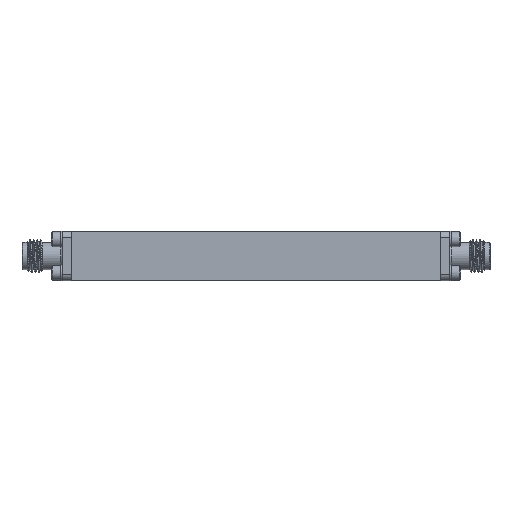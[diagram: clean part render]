
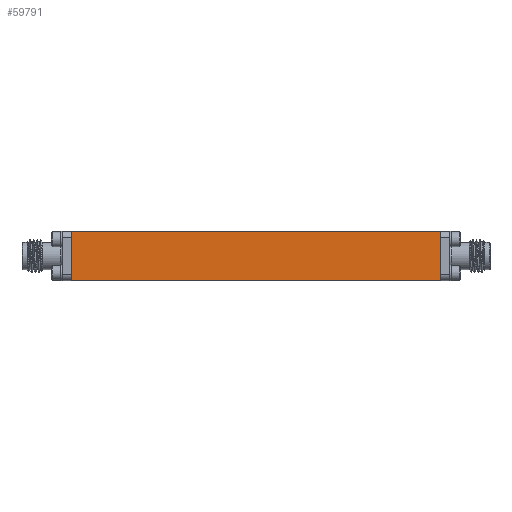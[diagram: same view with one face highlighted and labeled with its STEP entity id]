
A CAD part, left-side view. The second image highlights one B-rep face of the part: STEP entity #59791.
In plain terms, the highlighted planar face has unit normal (-1, 0, 0).
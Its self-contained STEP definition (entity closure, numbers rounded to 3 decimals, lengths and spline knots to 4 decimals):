
#4207 = CARTESIAN_POINT ( 'NONE',  ( -1., 1.425, 0.19 ) ) ;
#4923 = LINE ( 'NONE', #42045, #39466 ) ;
#7481 = AXIS2_PLACEMENT_3D ( 'NONE', #53995, #29395, #53364 ) ;
#9409 = CARTESIAN_POINT ( 'NONE',  ( -1., 1.425, 0.19 ) ) ;
#9533 = DIRECTION ( 'NONE',  ( 0., 0., -1. ) ) ;
#12629 = VERTEX_POINT ( 'NONE', #30308 ) ;
#13714 = FACE_OUTER_BOUND ( 'NONE', #48333, .T. ) ;
#14220 = ORIENTED_EDGE ( 'NONE', *, *, #30180, .F. ) ;
#14740 = ORIENTED_EDGE ( 'NONE', *, *, #35556, .T. ) ;
#24745 = DIRECTION ( 'NONE',  ( 0., -1., 0. ) ) ;
#29319 = VECTOR ( 'NONE', #9533, 39.3701 ) ;
#29395 = DIRECTION ( 'NONE',  ( 1., 0., 0. ) ) ;
#30180 = EDGE_CURVE ( 'NONE', #36391, #12629, #44251, .T. ) ;
#30308 = CARTESIAN_POINT ( 'NONE',  ( -1., -1.425, 0.19 ) ) ;
#33833 = ORIENTED_EDGE ( 'NONE', *, *, #40606, .T. ) ;
#34038 = VECTOR ( 'NONE', #24745, 39.3701 ) ;
#34113 = LINE ( 'NONE', #49960, #34038 ) ;
#35556 = EDGE_CURVE ( 'NONE', #49871, #55662, #34113, .T. ) ;
#36272 = EDGE_CURVE ( 'NONE', #12629, #55662, #4923, .T. ) ;
#36391 = VERTEX_POINT ( 'NONE', #9409 ) ;
#39466 = VECTOR ( 'NONE', #53549, 39.3701 ) ;
#40606 = EDGE_CURVE ( 'NONE', #36391, #49871, #42360, .T. ) ;
#42045 = CARTESIAN_POINT ( 'NONE',  ( -1., -1.425, 0.19 ) ) ;
#42360 = LINE ( 'NONE', #4207, #29319 ) ;
#43738 = PLANE ( 'NONE',  #7481 ) ;
#44251 = LINE ( 'NONE', #45663, #47309 ) ;
#45033 = CARTESIAN_POINT ( 'NONE',  ( -1., 1.425, -0.19 ) ) ;
#45418 = CARTESIAN_POINT ( 'NONE',  ( -1., -1.425, -0.19 ) ) ;
#45663 = CARTESIAN_POINT ( 'NONE',  ( -1., -1.425, 0.19 ) ) ;
#46409 = ORIENTED_EDGE ( 'NONE', *, *, #36272, .F. ) ;
#47309 = VECTOR ( 'NONE', #60870, 39.3701 ) ;
#48333 = EDGE_LOOP ( 'NONE', ( #14740, #46409, #14220, #33833 ) ) ;
#49871 = VERTEX_POINT ( 'NONE', #45033 ) ;
#49960 = CARTESIAN_POINT ( 'NONE',  ( -1., -1.425, -0.19 ) ) ;
#53364 = DIRECTION ( 'NONE',  ( 0., 0., -1. ) ) ;
#53549 = DIRECTION ( 'NONE',  ( 0., 0., -1. ) ) ;
#53995 = CARTESIAN_POINT ( 'NONE',  ( -1., -1.425, 0.19 ) ) ;
#55662 = VERTEX_POINT ( 'NONE', #45418 ) ;
#59791 = ADVANCED_FACE ( 'NONE', ( #13714 ), #43738, .F. ) ;
#60870 = DIRECTION ( 'NONE',  ( 0., -1., 0. ) ) ;
